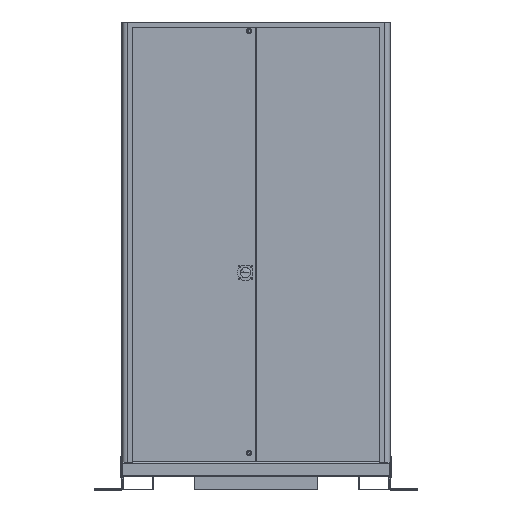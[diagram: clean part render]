
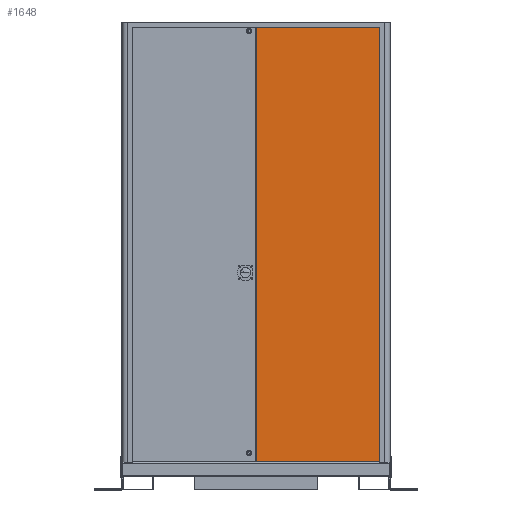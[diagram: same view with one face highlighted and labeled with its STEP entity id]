
A CAD part, top view. The second image highlights one B-rep face of the part: STEP entity #1648.
In plain terms, the highlighted planar face has unit normal (0, 0, 1).
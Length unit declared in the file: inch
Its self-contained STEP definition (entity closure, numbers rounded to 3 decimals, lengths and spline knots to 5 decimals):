
#118 = EDGE_CURVE ( 'NONE', #4562, #2817, #6630, .T. ) ;
#582 = AXIS2_PLACEMENT_3D ( 'NONE', #4551, #5734, #2010 ) ;
#984 = CARTESIAN_POINT ( 'NONE',  ( 0.03125, 63.1875, 9. ) ) ;
#1648 = ADVANCED_FACE ( 'NONE', ( #1669 ), #11993, .F. ) ;
#1669 = FACE_OUTER_BOUND ( 'NONE', #6717, .T. ) ;
#2010 = DIRECTION ( 'NONE',  ( -1., 0., 0. ) ) ;
#2485 = ORIENTED_EDGE ( 'NONE', *, *, #7244, .T. ) ;
#2817 = VERTEX_POINT ( 'NONE', #3411 ) ;
#3271 = CARTESIAN_POINT ( 'NONE',  ( 0.03125, 63.1875, 9. ) ) ;
#3351 = LINE ( 'NONE', #4834, #7582 ) ;
#3360 = EDGE_CURVE ( 'NONE', #10451, #4562, #3944, .T. ) ;
#3411 = CARTESIAN_POINT ( 'NONE',  ( 17.9375, 0.0625, 9. ) ) ;
#3496 = VECTOR ( 'NONE', #4916, 39.37008 ) ;
#3551 = CARTESIAN_POINT ( 'NONE',  ( 17.9375, 63.1875, 9. ) ) ;
#3855 = ORIENTED_EDGE ( 'NONE', *, *, #118, .T. ) ;
#3944 = LINE ( 'NONE', #3271, #9041 ) ;
#4551 = CARTESIAN_POINT ( 'NONE',  ( 18.75, 64., 9. ) ) ;
#4562 = VERTEX_POINT ( 'NONE', #7947 ) ;
#4834 = CARTESIAN_POINT ( 'NONE',  ( 17.9375, 63.1875, 9. ) ) ;
#4916 = DIRECTION ( 'NONE',  ( -1., 0., 0. ) ) ;
#5025 = VECTOR ( 'NONE', #11706, 39.37008 ) ;
#5121 = CARTESIAN_POINT ( 'NONE',  ( 0.03125, 0.0625, 9. ) ) ;
#5734 = DIRECTION ( 'NONE',  ( 0., 0., -1. ) ) ;
#6630 = LINE ( 'NONE', #5121, #5025 ) ;
#6670 = DIRECTION ( 'NONE',  ( 0., 1., 0. ) ) ;
#6717 = EDGE_LOOP ( 'NONE', ( #9567, #3855, #2485, #7702 ) ) ;
#6876 = CARTESIAN_POINT ( 'NONE',  ( 0.03125, 63.1875, 9. ) ) ;
#7244 = EDGE_CURVE ( 'NONE', #2817, #11032, #3351, .T. ) ;
#7582 = VECTOR ( 'NONE', #6670, 39.37008 ) ;
#7702 = ORIENTED_EDGE ( 'NONE', *, *, #11202, .T. ) ;
#7947 = CARTESIAN_POINT ( 'NONE',  ( 0.03125, 0.0625, 9. ) ) ;
#8813 = DIRECTION ( 'NONE',  ( 0., -1., 0. ) ) ;
#9041 = VECTOR ( 'NONE', #8813, 39.37008 ) ;
#9567 = ORIENTED_EDGE ( 'NONE', *, *, #3360, .T. ) ;
#10451 = VERTEX_POINT ( 'NONE', #984 ) ;
#10666 = LINE ( 'NONE', #6876, #3496 ) ;
#11032 = VERTEX_POINT ( 'NONE', #3551 ) ;
#11202 = EDGE_CURVE ( 'NONE', #11032, #10451, #10666, .T. ) ;
#11706 = DIRECTION ( 'NONE',  ( 1., 0., 0. ) ) ;
#11993 = PLANE ( 'NONE',  #582 ) ;
